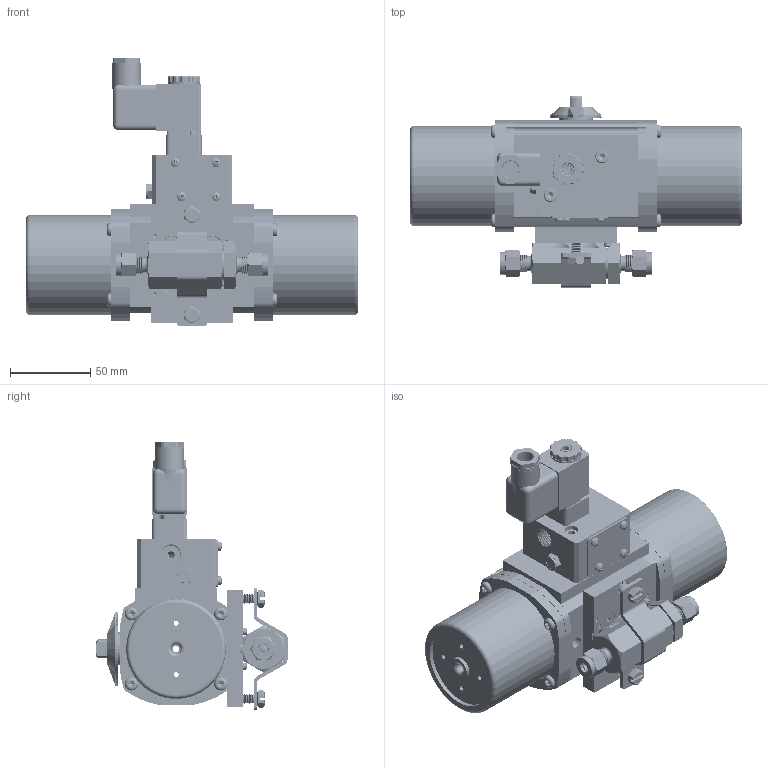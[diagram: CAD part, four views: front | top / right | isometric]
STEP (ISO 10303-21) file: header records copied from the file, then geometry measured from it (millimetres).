
FILE_DESCRIPTION (( 'STEP AP203' ), '1' );
FILE_NAME ('8204XXC4A512SR3GPDS.step', '2018-04-19T15:47:40', ( '' ), ( '' ), 'SwSTEP 2.0', 'SolidWorks 2017', '' );
FILE_SCHEMA (( 'CONFIG_CONTROL_DESIGN' ));
Length unit declared in the file: inch
Products named in the file (1): 8204XXC4A512SR3GPDS
Bounding box: 206.38 x 118.74 x 166.86 mm (x, y, z)
Volume: 544429.9 mm3; surface area: 238232.7 mm2
Topology: 67 solids, 67 shells, 4968 faces, 12947 edges, 8113 vertices
Faces by surface type: cylinder 2504, cone 1312, plane 812, torus 187, bspline 135, sphere 18
Entity records: 190428 total; most frequent: CARTESIAN_POINT 73527, ORIENTED_EDGE 25578, DIRECTION 24491, EDGE_CURVE 12789, AXIS2_PLACEMENT_3D 9836, VERTEX_POINT 8109, EDGE_LOOP 5340, CIRCLE 5002
